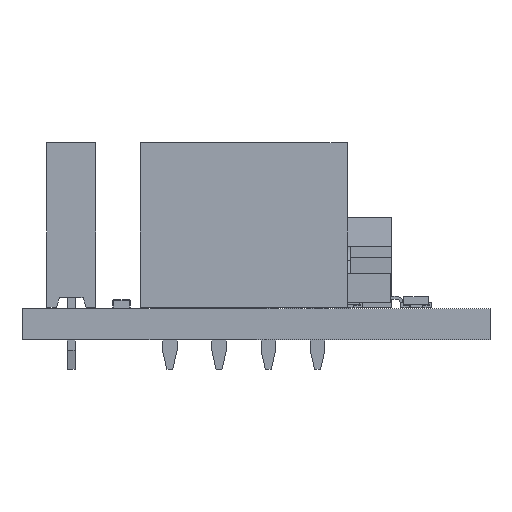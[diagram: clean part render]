
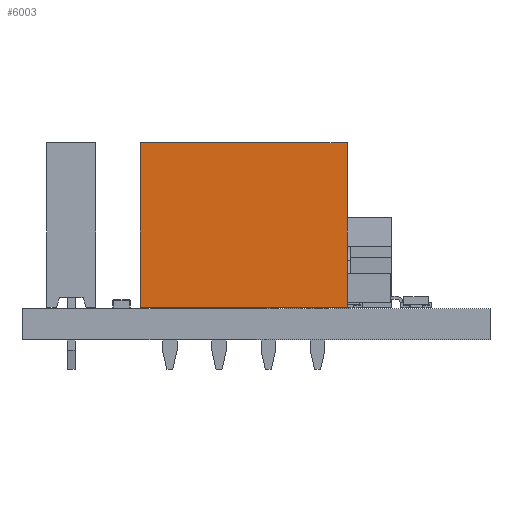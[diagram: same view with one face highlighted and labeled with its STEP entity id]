
A CAD part, front view. The second image highlights one B-rep face of the part: STEP entity #6003.
In plain terms, the highlighted planar face has unit normal (0, -1, 0).
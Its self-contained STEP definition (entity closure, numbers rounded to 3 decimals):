
#4917 = PLANE('',#4918);
#4918 = AXIS2_PLACEMENT_3D('',#4919,#4920,#4921);
#4919 = CARTESIAN_POINT('',(5.33,-1.269,8.51));
#4920 = DIRECTION('',(0.,0.,-1.));
#4921 = DIRECTION('',(0.,-1.,0.));
#5157 = PLANE('',#5158);
#5158 = AXIS2_PLACEMENT_3D('',#5159,#5160,#5161);
#5159 = CARTESIAN_POINT('',(5.33,0.001,0.51));
#5160 = DIRECTION('',(-1.,0.,0.));
#5161 = DIRECTION('',(0.,0.,1.));
#5206 = PLANE('',#5207);
#5207 = AXIS2_PLACEMENT_3D('',#5208,#5209,#5210);
#5208 = CARTESIAN_POINT('',(-5.33,0.001,0.51));
#5209 = DIRECTION('',(-1.,0.,0.));
#5210 = DIRECTION('',(0.,0.,1.));
#6003 = ADVANCED_FACE('',(#6004),#6018,.F.);
#6004 = FACE_BOUND('',#6005,.F.);
#6005 = EDGE_LOOP('',(#6006,#6036,#6059,#6087));
#6006 = ORIENTED_EDGE('',*,*,#6007,.F.);
#6007 = EDGE_CURVE('',#6008,#6010,#6012,.T.);
#6008 = VERTEX_POINT('',#6009);
#6009 = CARTESIAN_POINT('',(5.33,-1.269,8.51));
#6010 = VERTEX_POINT('',#6011);
#6011 = CARTESIAN_POINT('',(-5.33,-1.269,8.51));
#6012 = SURFACE_CURVE('',#6013,(#6017,#6029),.PCURVE_S1.);
#6013 = LINE('',#6014,#6015);
#6014 = CARTESIAN_POINT('',(5.33,-1.269,8.51)
  );
#6015 = VECTOR('',#6016,1.);
#6016 = DIRECTION('',(-1.,0.,0.));
#6017 = PCURVE('',#6018,#6023);
#6018 = PLANE('',#6019);
#6019 = AXIS2_PLACEMENT_3D('',#6020,#6021,#6022);
#6020 = CARTESIAN_POINT('',(5.33,-1.269,0.01));
#6021 = DIRECTION('',(0.,1.,0.));
#6022 = DIRECTION('',(1.,0.,0.));
#6023 = DEFINITIONAL_REPRESENTATION('',(#6024),#6028);
#6024 = LINE('',#6025,#6026);
#6025 = CARTESIAN_POINT('',(0.,-8.5));
#6026 = VECTOR('',#6027,1.);
#6027 = DIRECTION('',(-1.,-0.));
#6028 = ( GEOMETRIC_REPRESENTATION_CONTEXT(2) 
PARAMETRIC_REPRESENTATION_CONTEXT() REPRESENTATION_CONTEXT('2D SPACE',''
  ) );
#6029 = PCURVE('',#4917,#6030);
#6030 = DEFINITIONAL_REPRESENTATION('',(#6031),#6035);
#6031 = LINE('',#6032,#6033);
#6032 = CARTESIAN_POINT('',(0.,0.));
#6033 = VECTOR('',#6034,1.);
#6034 = DIRECTION('',(0.,1.));
#6035 = ( GEOMETRIC_REPRESENTATION_CONTEXT(2) 
PARAMETRIC_REPRESENTATION_CONTEXT() REPRESENTATION_CONTEXT('2D SPACE',''
  ) );
#6036 = ORIENTED_EDGE('',*,*,#6037,.T.);
#6037 = EDGE_CURVE('',#6008,#6038,#6040,.T.);
#6038 = VERTEX_POINT('',#6039);
#6039 = CARTESIAN_POINT('',(5.33,-1.269,0.01));
#6040 = SURFACE_CURVE('',#6041,(#6045,#6052),.PCURVE_S1.);
#6041 = LINE('',#6042,#6043);
#6042 = CARTESIAN_POINT('',(5.33,-1.269,
    0.01));
#6043 = VECTOR('',#6044,1.);
#6044 = DIRECTION('',(0.,0.,-1.));
#6045 = PCURVE('',#6018,#6046);
#6046 = DEFINITIONAL_REPRESENTATION('',(#6047),#6051);
#6047 = LINE('',#6048,#6049);
#6048 = CARTESIAN_POINT('',(0.,0.));
#6049 = VECTOR('',#6050,1.);
#6050 = DIRECTION('',(0.,1.));
#6051 = ( GEOMETRIC_REPRESENTATION_CONTEXT(2) 
PARAMETRIC_REPRESENTATION_CONTEXT() REPRESENTATION_CONTEXT('2D SPACE',''
  ) );
#6052 = PCURVE('',#5157,#6053);
#6053 = DEFINITIONAL_REPRESENTATION('',(#6054),#6058);
#6054 = LINE('',#6055,#6056);
#6055 = CARTESIAN_POINT('',(-0.5,-1.27));
#6056 = VECTOR('',#6057,1.);
#6057 = DIRECTION('',(-1.,0.));
#6058 = ( GEOMETRIC_REPRESENTATION_CONTEXT(2) 
PARAMETRIC_REPRESENTATION_CONTEXT() REPRESENTATION_CONTEXT('2D SPACE',''
  ) );
#6059 = ORIENTED_EDGE('',*,*,#6060,.T.);
#6060 = EDGE_CURVE('',#6038,#6061,#6063,.T.);
#6061 = VERTEX_POINT('',#6062);
#6062 = CARTESIAN_POINT('',(-5.33,-1.269,0.01));
#6063 = SURFACE_CURVE('',#6064,(#6068,#6075),.PCURVE_S1.);
#6064 = LINE('',#6065,#6066);
#6065 = CARTESIAN_POINT('',(5.33,-1.269,
    0.01));
#6066 = VECTOR('',#6067,1.);
#6067 = DIRECTION('',(-1.,0.,0.));
#6068 = PCURVE('',#6018,#6069);
#6069 = DEFINITIONAL_REPRESENTATION('',(#6070),#6074);
#6070 = LINE('',#6071,#6072);
#6071 = CARTESIAN_POINT('',(0.,0.));
#6072 = VECTOR('',#6073,1.);
#6073 = DIRECTION('',(-1.,-0.));
#6074 = ( GEOMETRIC_REPRESENTATION_CONTEXT(2) 
PARAMETRIC_REPRESENTATION_CONTEXT() REPRESENTATION_CONTEXT('2D SPACE',''
  ) );
#6075 = PCURVE('',#6076,#6081);
#6076 = PLANE('',#6077);
#6077 = AXIS2_PLACEMENT_3D('',#6078,#6079,#6080);
#6078 = CARTESIAN_POINT('',(5.33,-0.769,0.01));
#6079 = DIRECTION('',(-0.,0.,1.));
#6080 = DIRECTION('',(1.,0.,0.));
#6081 = DEFINITIONAL_REPRESENTATION('',(#6082),#6086);
#6082 = LINE('',#6083,#6084);
#6083 = CARTESIAN_POINT('',(0.,-0.5));
#6084 = VECTOR('',#6085,1.);
#6085 = DIRECTION('',(-1.,0.));
#6086 = ( GEOMETRIC_REPRESENTATION_CONTEXT(2) 
PARAMETRIC_REPRESENTATION_CONTEXT() REPRESENTATION_CONTEXT('2D SPACE',''
  ) );
#6087 = ORIENTED_EDGE('',*,*,#6088,.F.);
#6088 = EDGE_CURVE('',#6010,#6061,#6089,.T.);
#6089 = SURFACE_CURVE('',#6090,(#6094,#6101),.PCURVE_S1.);
#6090 = LINE('',#6091,#6092);
#6091 = CARTESIAN_POINT('',(-5.33,-1.269,
    0.01));
#6092 = VECTOR('',#6093,1.);
#6093 = DIRECTION('',(0.,0.,-1.));
#6094 = PCURVE('',#6018,#6095);
#6095 = DEFINITIONAL_REPRESENTATION('',(#6096),#6100);
#6096 = LINE('',#6097,#6098);
#6097 = CARTESIAN_POINT('',(-10.66,0.));
#6098 = VECTOR('',#6099,1.);
#6099 = DIRECTION('',(0.,1.));
#6100 = ( GEOMETRIC_REPRESENTATION_CONTEXT(2) 
PARAMETRIC_REPRESENTATION_CONTEXT() REPRESENTATION_CONTEXT('2D SPACE',''
  ) );
#6101 = PCURVE('',#5206,#6102);
#6102 = DEFINITIONAL_REPRESENTATION('',(#6103),#6107);
#6103 = LINE('',#6104,#6105);
#6104 = CARTESIAN_POINT('',(-0.5,-1.27));
#6105 = VECTOR('',#6106,1.);
#6106 = DIRECTION('',(-1.,0.));
#6107 = ( GEOMETRIC_REPRESENTATION_CONTEXT(2) 
PARAMETRIC_REPRESENTATION_CONTEXT() REPRESENTATION_CONTEXT('2D SPACE',''
  ) );
